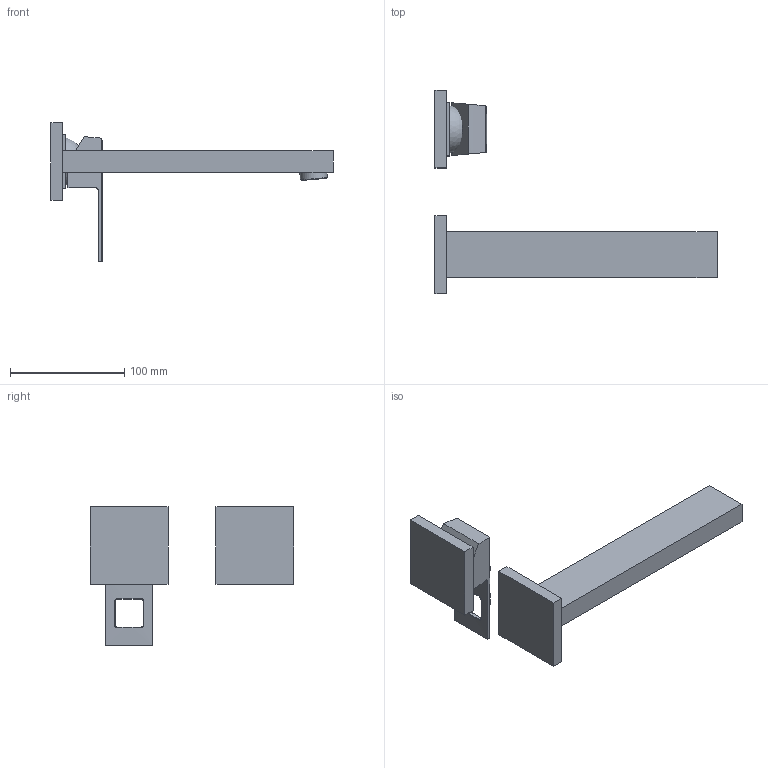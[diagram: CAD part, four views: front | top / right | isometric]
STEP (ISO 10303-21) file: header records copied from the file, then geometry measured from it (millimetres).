
FILE_DESCRIPTION(/* description */ ('Unknown'),/* implementation_level */ '2;1');
FILE_NAME(/* name */ '23447000',/* time_stamp */ '2022-09-08T16:16:33+02:00',/* author */ ('Unknown'),/* organization */ ('GROHE AG'),/* preprocessor_version */ 'ST-DEVELOPER v16.7',/* originating_system */ 'DEX',/* authorisation */ $);
FILE_SCHEMA (('AUTOMOTIVE_DESIGN {1 0 10303 214 3 1 1}'));
Length unit declared in the file: millimetre
Products named in the file (4): 23447000; 1; id53; PRT0002
Assembly tree (3 placements, depth 2):
  23447000
    1
    id53
    PRT0002
Bounding box: 246.86 x 178 x 121.4 mm (x, y, z)
Volume: 92480 mm3; surface area: 70731.2 mm2
Topology: 2 solids, 7 shells, 64 faces, 158 edges, 100 vertices
Faces by surface type: plane 32, bspline 10, torus 9, cylinder 7, cone 5, sphere 1
Full cylindrical faces by diameter (mm): 23.6 x1
Entity records: 2603 total; most frequent: CARTESIAN_POINT 1123, ORIENTED_EDGE 288, DIRECTION 244, EDGE_CURVE 153, VERTEX_POINT 99, AXIS2_PLACEMENT_3D 85, LINE 74, VECTOR 74
